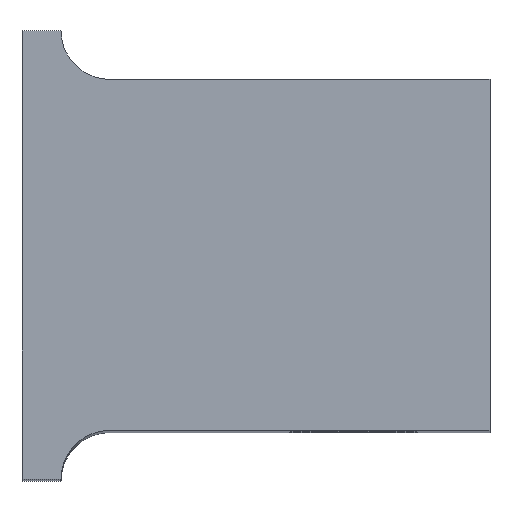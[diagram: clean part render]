
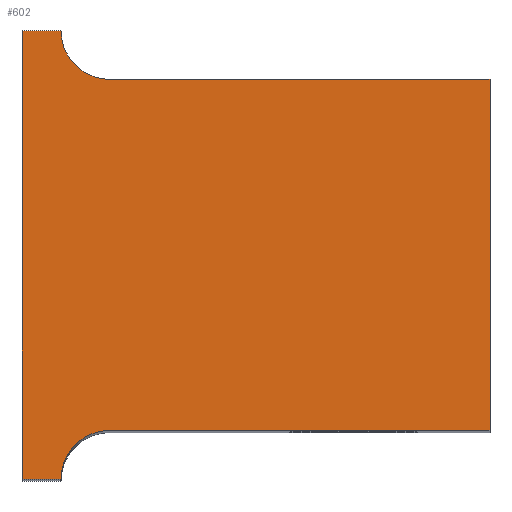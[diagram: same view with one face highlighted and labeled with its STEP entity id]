
A CAD part, top view. The second image highlights one B-rep face of the part: STEP entity #602.
In plain terms, the highlighted planar face has unit normal (0, 0, 1).
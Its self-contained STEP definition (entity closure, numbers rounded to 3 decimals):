
#33=PLANE('',#689);
#99=FACE_OUTER_BOUND('',#132,.T.);
#132=EDGE_LOOP('',(#512,#513,#514,#515,#516,#517,#518,#519));
#172=LINE('',#1013,#213);
#176=LINE('',#1021,#217);
#177=LINE('',#1023,#218);
#178=LINE('',#1027,#219);
#179=LINE('',#1029,#220);
#180=LINE('',#1031,#221);
#213=VECTOR('',#841,10.);
#217=VECTOR('',#847,10.);
#218=VECTOR('',#848,10.);
#219=VECTOR('',#851,10.);
#220=VECTOR('',#852,10.);
#221=VECTOR('',#853,10.);
#269=CIRCLE('',#690,2.5);
#270=CIRCLE('',#691,2.5);
#317=VERTEX_POINT('',#1011);
#318=VERTEX_POINT('',#1012);
#321=VERTEX_POINT('',#1020);
#322=VERTEX_POINT('',#1022);
#323=VERTEX_POINT('',#1024);
#324=VERTEX_POINT('',#1026);
#325=VERTEX_POINT('',#1028);
#326=VERTEX_POINT('',#1030);
#390=EDGE_CURVE('',#317,#318,#172,.T.);
#394=EDGE_CURVE('',#321,#317,#176,.T.);
#395=EDGE_CURVE('',#322,#321,#177,.T.);
#396=EDGE_CURVE('',#322,#323,#269,.T.);
#397=EDGE_CURVE('',#323,#324,#178,.T.);
#398=EDGE_CURVE('',#324,#325,#179,.T.);
#399=EDGE_CURVE('',#325,#326,#180,.T.);
#400=EDGE_CURVE('',#326,#318,#270,.T.);
#512=ORIENTED_EDGE('',*,*,#390,.F.);
#513=ORIENTED_EDGE('',*,*,#394,.F.);
#514=ORIENTED_EDGE('',*,*,#395,.F.);
#515=ORIENTED_EDGE('',*,*,#396,.T.);
#516=ORIENTED_EDGE('',*,*,#397,.T.);
#517=ORIENTED_EDGE('',*,*,#398,.T.);
#518=ORIENTED_EDGE('',*,*,#399,.T.);
#519=ORIENTED_EDGE('',*,*,#400,.T.);
#602=ADVANCED_FACE('',(#99),#33,.T.);
#689=AXIS2_PLACEMENT_3D('',#1019,#845,#846);
#690=AXIS2_PLACEMENT_3D('',#1025,#849,#850);
#691=AXIS2_PLACEMENT_3D('',#1032,#854,#855);
#841=DIRECTION('',(1.,0.,0.));
#845=DIRECTION('center_axis',(0.,0.,1.));
#846=DIRECTION('ref_axis',(1.,0.,0.));
#847=DIRECTION('',(0.,1.,0.));
#848=DIRECTION('',(-1.,0.,0.));
#849=DIRECTION('center_axis',(0.,0.,-1.));
#850=DIRECTION('ref_axis',(0.,1.,0.));
#851=DIRECTION('',(1.,0.,0.));
#852=DIRECTION('',(0.,1.,0.));
#853=DIRECTION('',(-1.,0.,0.));
#854=DIRECTION('center_axis',(0.,0.,-1.));
#855=DIRECTION('ref_axis',(-1.,0.,0.));
#1011=CARTESIAN_POINT('',(75.,99.495,32.5));
#1012=CARTESIAN_POINT('',(77.,99.495,32.5));
#1013=CARTESIAN_POINT('',(87.428,99.495,32.5));
#1019=CARTESIAN_POINT('Origin',(75.853,90.138,32.5));
#1020=CARTESIAN_POINT('',(75.,76.495,32.5));
#1021=CARTESIAN_POINT('',(75.,94.817,32.5));
#1022=CARTESIAN_POINT('',(77.,76.495,32.5));
#1023=CARTESIAN_POINT('',(75.427,76.495,32.5));
#1024=CARTESIAN_POINT('',(79.5,78.995,32.5));
#1025=CARTESIAN_POINT('Origin',(79.5,76.495,32.5));
#1026=CARTESIAN_POINT('',(99.,78.995,32.5));
#1027=CARTESIAN_POINT('',(99.,78.995,32.5));
#1028=CARTESIAN_POINT('',(99.,96.995,32.5));
#1029=CARTESIAN_POINT('',(99.,96.995,32.5));
#1030=CARTESIAN_POINT('',(79.5,96.995,32.5));
#1031=CARTESIAN_POINT('',(79.5,96.995,32.5));
#1032=CARTESIAN_POINT('Origin',(79.5,99.495,32.5));
